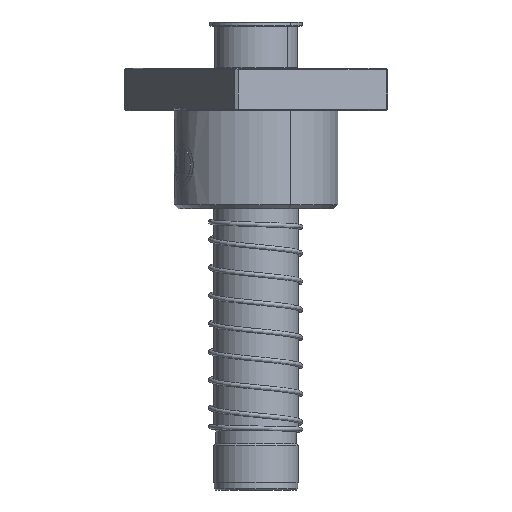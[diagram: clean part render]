
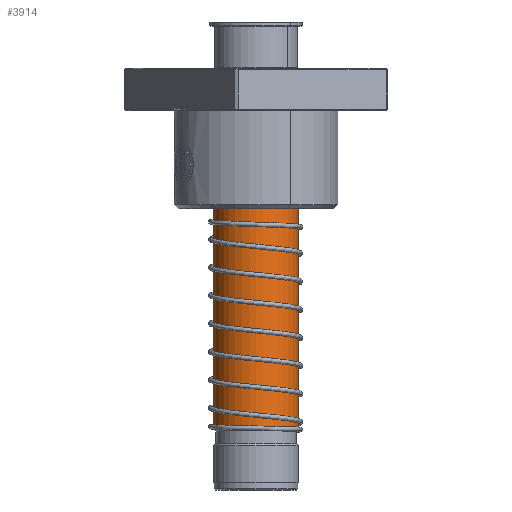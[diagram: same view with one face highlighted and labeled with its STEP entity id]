
A CAD part, front view. The second image highlights one B-rep face of the part: STEP entity #3914.
In plain terms, the highlighted cylindrical face has radius 30 mm (diameter 60 mm), a partial arc.
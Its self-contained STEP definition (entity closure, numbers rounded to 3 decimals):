
#462 = CIRCLE ( 'NONE', #20347, 30. ) ;
#3479 = CARTESIAN_POINT ( 'NONE',  ( 0., 0., 43.5 ) ) ;
#3914 = ADVANCED_FACE ( 'NONE', ( #14883 ), #32433, .T. ) ;
#4571 = VERTEX_POINT ( 'NONE', #14855 ) ;
#7164 = VERTEX_POINT ( 'NONE', #32097 ) ;
#7700 = DIRECTION ( 'NONE',  ( 0., 0., -1. ) ) ;
#8129 = CARTESIAN_POINT ( 'NONE',  ( 30., 0., 300. ) ) ;
#10240 = CARTESIAN_POINT ( 'NONE',  ( 30., 0., 43.5 ) ) ;
#11509 = DIRECTION ( 'NONE',  ( 1., 0., 0. ) ) ;
#12098 = DIRECTION ( 'NONE',  ( 0., 0., -1. ) ) ;
#12136 = AXIS2_PLACEMENT_3D ( 'NONE', #34194, #12098, #21353 ) ;
#13322 = VECTOR ( 'NONE', #7700, 1000. ) ;
#13839 = VERTEX_POINT ( 'NONE', #16316 ) ;
#14050 = LINE ( 'NONE', #29262, #13322 ) ;
#14855 = CARTESIAN_POINT ( 'NONE',  ( -30., 0., 43.5 ) ) ;
#14883 = FACE_OUTER_BOUND ( 'NONE', #50106, .T. ) ;
#15328 = ORIENTED_EDGE ( 'NONE', *, *, #23791, .F. ) ;
#16316 = CARTESIAN_POINT ( 'NONE',  ( 30., 0., 297. ) ) ;
#20347 = AXIS2_PLACEMENT_3D ( 'NONE', #33386, #37723, #11509 ) ;
#20570 = ORIENTED_EDGE ( 'NONE', *, *, #22860, .F. ) ;
#20931 = DIRECTION ( 'NONE',  ( -1., 0., 0. ) ) ;
#21353 = DIRECTION ( 'NONE',  ( -1., 0., 0. ) ) ;
#21803 = AXIS2_PLACEMENT_3D ( 'NONE', #3479, #33759, #20931 ) ;
#22860 = EDGE_CURVE ( 'NONE', #13839, #48480, #50888, .T. ) ;
#23791 = EDGE_CURVE ( 'NONE', #48480, #4571, #54843, .T. ) ;
#29262 = CARTESIAN_POINT ( 'NONE',  ( -30., 0., 300. ) ) ;
#29441 = EDGE_CURVE ( 'NONE', #7164, #4571, #14050, .T. ) ;
#32097 = CARTESIAN_POINT ( 'NONE',  ( -30., 0., 297. ) ) ;
#32433 = CYLINDRICAL_SURFACE ( 'NONE', #12136, 30. ) ;
#32816 = EDGE_CURVE ( 'NONE', #13839, #7164, #462, .T. ) ;
#33386 = CARTESIAN_POINT ( 'NONE',  ( 0., 0., 297. ) ) ;
#33398 = VECTOR ( 'NONE', #42883, 1000. ) ;
#33759 = DIRECTION ( 'NONE',  ( 0., 0., -1. ) ) ;
#34194 = CARTESIAN_POINT ( 'NONE',  ( 0., 0., 300. ) ) ;
#37723 = DIRECTION ( 'NONE',  ( 0., 0., -1. ) ) ;
#42883 = DIRECTION ( 'NONE',  ( 0., 0., -1. ) ) ;
#48480 = VERTEX_POINT ( 'NONE', #10240 ) ;
#50106 = EDGE_LOOP ( 'NONE', ( #20570, #50161, #51919, #15328 ) ) ;
#50161 = ORIENTED_EDGE ( 'NONE', *, *, #32816, .T. ) ;
#50888 = LINE ( 'NONE', #8129, #33398 ) ;
#51919 = ORIENTED_EDGE ( 'NONE', *, *, #29441, .T. ) ;
#54843 = CIRCLE ( 'NONE', #21803, 30. ) ;
